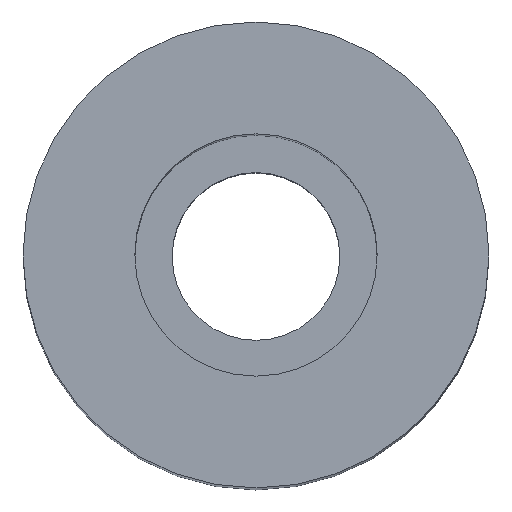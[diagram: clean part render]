
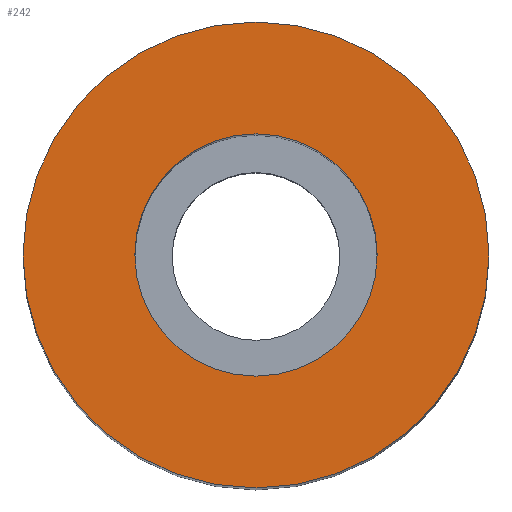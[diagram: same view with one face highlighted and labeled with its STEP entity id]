
A CAD part, top view. The second image highlights one B-rep face of the part: STEP entity #242.
In plain terms, the highlighted planar face has unit normal (0, 0, 1).
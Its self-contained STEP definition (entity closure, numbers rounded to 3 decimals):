
#1 = ORIENTED_EDGE ( 'NONE', *, *, #139, .F. ) ;
#14 = EDGE_LOOP ( 'NONE', ( #24, #182 ) ) ;
#18 = AXIS2_PLACEMENT_3D ( 'NONE', #302, #52, #101 ) ;
#20 = DIRECTION ( 'NONE',  ( 0., 0., 1. ) ) ;
#23 = VERTEX_POINT ( 'NONE', #135 ) ;
#24 = ORIENTED_EDGE ( 'NONE', *, *, #84, .T. ) ;
#44 = DIRECTION ( 'NONE',  ( 1., 0., 0. ) ) ;
#52 = DIRECTION ( 'NONE',  ( 0., 0., -1. ) ) ;
#57 = AXIS2_PLACEMENT_3D ( 'NONE', #285, #288, #132 ) ;
#68 = AXIS2_PLACEMENT_3D ( 'NONE', #71, #20, #44 ) ;
#71 = CARTESIAN_POINT ( 'NONE',  ( 0., 0., 125. ) ) ;
#79 = FACE_OUTER_BOUND ( 'NONE', #14, .T. ) ;
#84 = EDGE_CURVE ( 'NONE', #102, #225, #266, .T. ) ;
#87 = DIRECTION ( 'NONE',  ( 1., 0., 0. ) ) ;
#93 = EDGE_LOOP ( 'NONE', ( #1, #104 ) ) ;
#101 = DIRECTION ( 'NONE',  ( -1., 0., 0. ) ) ;
#102 = VERTEX_POINT ( 'NONE', #219 ) ;
#104 = ORIENTED_EDGE ( 'NONE', *, *, #230, .F. ) ;
#126 = CARTESIAN_POINT ( 'NONE',  ( 0., 0., 125. ) ) ;
#132 = DIRECTION ( 'NONE',  ( 1., 0., 0. ) ) ;
#135 = CARTESIAN_POINT ( 'NONE',  ( -13., 0., 125. ) ) ;
#137 = VERTEX_POINT ( 'NONE', #328 ) ;
#139 = EDGE_CURVE ( 'NONE', #137, #23, #297, .T. ) ;
#142 = DIRECTION ( 'NONE',  ( 0., 0., 1. ) ) ;
#150 = CARTESIAN_POINT ( 'NONE',  ( -25., 0., 125. ) ) ;
#154 = AXIS2_PLACEMENT_3D ( 'NONE', #126, #322, #325 ) ;
#168 = CIRCLE ( 'NONE', #68, 13. ) ;
#182 = ORIENTED_EDGE ( 'NONE', *, *, #273, .T. ) ;
#202 = PLANE ( 'NONE',  #18 ) ;
#209 = AXIS2_PLACEMENT_3D ( 'NONE', #217, #142, #87 ) ;
#217 = CARTESIAN_POINT ( 'NONE',  ( 0., 0., 125. ) ) ;
#219 = CARTESIAN_POINT ( 'NONE',  ( 25., 0., 125. ) ) ;
#225 = VERTEX_POINT ( 'NONE', #150 ) ;
#230 = EDGE_CURVE ( 'NONE', #23, #137, #168, .T. ) ;
#242 = ADVANCED_FACE ( 'NONE', ( #282, #79 ), #202, .F. ) ;
#266 = CIRCLE ( 'NONE', #209, 25. ) ;
#273 = EDGE_CURVE ( 'NONE', #225, #102, #280, .T. ) ;
#280 = CIRCLE ( 'NONE', #57, 25. ) ;
#282 = FACE_BOUND ( 'NONE', #93, .T. ) ;
#285 = CARTESIAN_POINT ( 'NONE',  ( 0., 0., 125. ) ) ;
#288 = DIRECTION ( 'NONE',  ( 0., 0., 1. ) ) ;
#297 = CIRCLE ( 'NONE', #154, 13. ) ;
#302 = CARTESIAN_POINT ( 'NONE',  ( 25., 0., 125. ) ) ;
#322 = DIRECTION ( 'NONE',  ( 0., 0., 1. ) ) ;
#325 = DIRECTION ( 'NONE',  ( 1., 0., 0. ) ) ;
#328 = CARTESIAN_POINT ( 'NONE',  ( 13., 0., 125. ) ) ;
